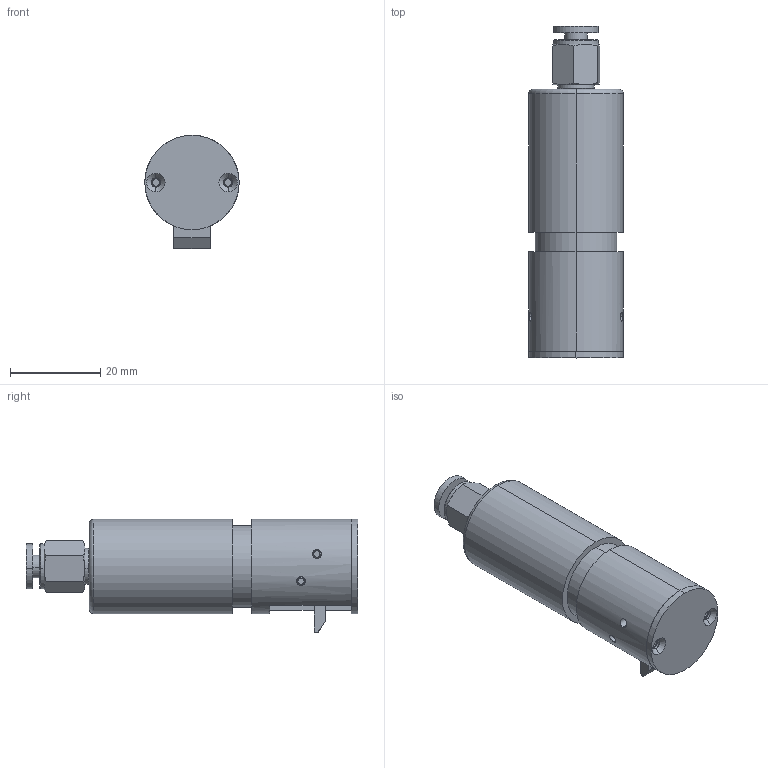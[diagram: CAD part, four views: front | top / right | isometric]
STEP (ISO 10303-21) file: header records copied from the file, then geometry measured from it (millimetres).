
FILE_DESCRIPTION (( 'STEP AP214' ), '1' );
FILE_NAME ('CO18-8GBQ-CA.STEP', '2025-11-28T05:27:43', ( '' ), ( '' ), 'SwSTEP 2.0', 'SolidWorks 2024', '' );
FILE_SCHEMA (( 'AUTOMOTIVE_DESIGN' ));
Length unit declared in the file: millimetre
Products named in the file (6): 客户实体; GB20915  盖板; ZZX217 爪子销; 8。8爪子; CO18-8GBQ-CA; M5气管接头
Assembly tree (6 placements, depth 2):
  CO18-8GBQ-CA
    客户实体
    8。8爪子
    ZZX217 爪子销  x2
    M5气管接头
    GB20915  盖板
Bounding box: 20.9 x 73.5 x 25.12 mm (x, y, z)
Volume: 18381 mm3; surface area: 8147 mm2
Topology: 6 solids, 6 shells, 136 faces, 305 edges, 192 vertices
Faces by surface type: cylinder 59, plane 43, cone 30, torus 2, bspline 2
Entity records: 4080 total; most frequent: CARTESIAN_POINT 948, DIRECTION 658, ORIENTED_EDGE 582, EDGE_CURVE 291, AXIS2_PLACEMENT_3D 271, VERTEX_POINT 184, EDGE_LOOP 153, CIRCLE 136
